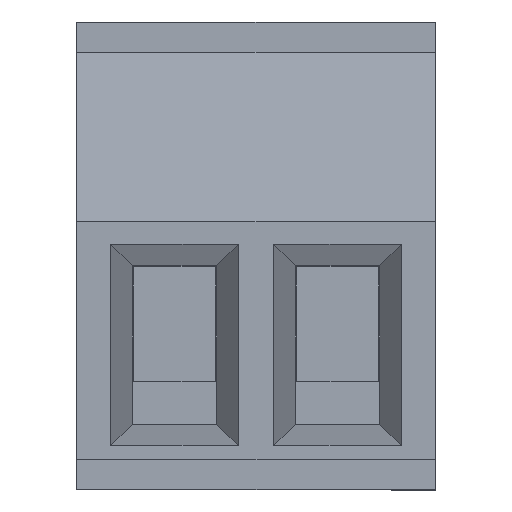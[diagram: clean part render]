
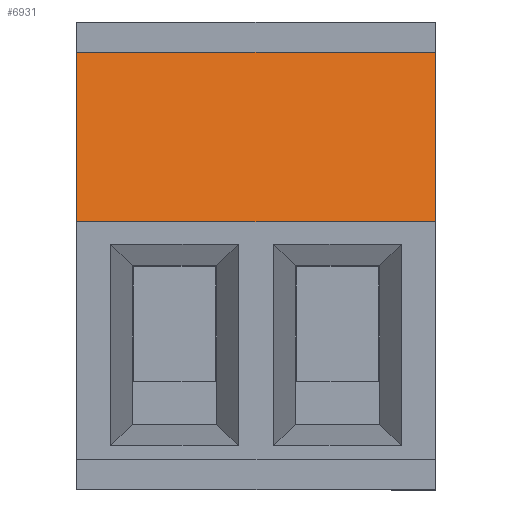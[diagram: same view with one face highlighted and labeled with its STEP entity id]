
A CAD part, top view. The second image highlights one B-rep face of the part: STEP entity #6931.
In plain terms, the highlighted face is planar.
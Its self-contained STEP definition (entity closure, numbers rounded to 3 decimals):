
#413 = CARTESIAN_POINT ( 'NONE',  ( -8.44, -8.318, 0.8 ) ) ;
#684 = VERTEX_POINT ( 'NONE', #968 ) ;
#698 = VECTOR ( 'NONE', #1687, 1000. ) ;
#789 = VERTEX_POINT ( 'NONE', #5199 ) ;
#962 = EDGE_CURVE ( 'NONE', #6762, #3532, #5706, .T. ) ;
#968 = CARTESIAN_POINT ( 'NONE',  ( 0., -8.318, 0.8 ) ) ;
#1034 = VECTOR ( 'NONE', #8708, 1000. ) ;
#1288 = VECTOR ( 'NONE', #2163, 1000. ) ;
#1459 = PLANE ( 'NONE',  #8606 ) ;
#1687 = DIRECTION ( 'NONE',  ( -1., 0., 0. ) ) ;
#2163 = DIRECTION ( 'NONE',  ( 0., 0.188, 0.982 ) ) ;
#2299 = DIRECTION ( 'NONE',  ( 0., 0.188, 0.982 ) ) ;
#2536 = EDGE_CURVE ( 'NONE', #789, #3532, #9796, .T. ) ;
#2978 = CARTESIAN_POINT ( 'NONE',  ( -8.44, -8.318, 0.8 ) ) ;
#3532 = VERTEX_POINT ( 'NONE', #8933 ) ;
#3595 = CARTESIAN_POINT ( 'NONE',  ( 0., -8.318, 0.8 ) ) ;
#3723 = FACE_OUTER_BOUND ( 'NONE', #5018, .T. ) ;
#3752 = CARTESIAN_POINT ( 'NONE',  ( 0., -8.318, 0.8 ) ) ;
#4124 = ORIENTED_EDGE ( 'NONE', *, *, #5478, .F. ) ;
#4427 = DIRECTION ( 'NONE',  ( -1., 0., 0. ) ) ;
#4756 = CARTESIAN_POINT ( 'NONE',  ( 0., -8.318, 0.8 ) ) ;
#5018 = EDGE_LOOP ( 'NONE', ( #5520, #6041, #9571, #4124 ) ) ;
#5199 = CARTESIAN_POINT ( 'NONE',  ( 0., -7.552, 4.8 ) ) ;
#5478 = EDGE_CURVE ( 'NONE', #684, #6762, #8828, .T. ) ;
#5520 = ORIENTED_EDGE ( 'NONE', *, *, #9863, .T. ) ;
#5706 = LINE ( 'NONE', #2978, #1288 ) ;
#6041 = ORIENTED_EDGE ( 'NONE', *, *, #2536, .T. ) ;
#6762 = VERTEX_POINT ( 'NONE', #413 ) ;
#6931 = ADVANCED_FACE ( 'NONE', ( #3723 ), #1459, .T. ) ;
#7255 = DIRECTION ( 'NONE',  ( 0., -0.982, 0.188 ) ) ;
#8048 = VECTOR ( 'NONE', #4427, 1000. ) ;
#8273 = CARTESIAN_POINT ( 'NONE',  ( 0., -7.552, 4.8 ) ) ;
#8606 = AXIS2_PLACEMENT_3D ( 'NONE', #4756, #7255, #2299 ) ;
#8708 = DIRECTION ( 'NONE',  ( 0., 0.188, 0.982 ) ) ;
#8828 = LINE ( 'NONE', #3595, #8048 ) ;
#8933 = CARTESIAN_POINT ( 'NONE',  ( -8.44, -7.552, 4.8 ) ) ;
#9571 = ORIENTED_EDGE ( 'NONE', *, *, #962, .F. ) ;
#9796 = LINE ( 'NONE', #8273, #698 ) ;
#9862 = LINE ( 'NONE', #3752, #1034 ) ;
#9863 = EDGE_CURVE ( 'NONE', #684, #789, #9862, .T. ) ;
